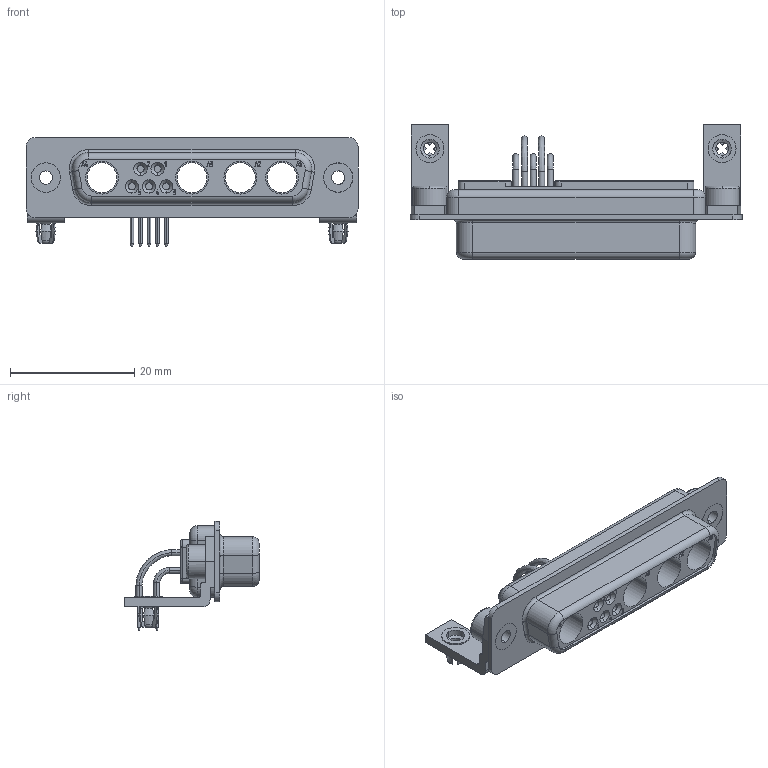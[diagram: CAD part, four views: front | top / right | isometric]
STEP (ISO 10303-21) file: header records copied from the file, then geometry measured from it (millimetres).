
FILE_DESCRIPTION(('Creo Elements/Direct Modeling STEP Export'),'2;1');
FILE_NAME('model.stp','2019-03-21T 7:26:13',(''),(''),'Creo Elements/Direct Modeling STEP processor for AP214 (Solid Model)','Creo Elements/Direct Modeling 20.1A 29-Sep-2018 (C) Parametric Technology GmbH','');
FILE_SCHEMA(('AUTOMOTIVE_DESIGN { 1 0 10303 214 1 1 1 1 }'));
Length unit declared in the file: millimetre
Products named in the file (2): VS-25-BU-DSUB-4P-5S-LH
Assembly tree (1 placements, depth 2):
  VS-25-BU-DSUB-4P-5S-LH
    VS-25-BU-DSUB-4P-5S-LH
Bounding box: 53.42 x 21.6 x 17.56 mm (x, y, z)
Volume: 4000.8 mm3; surface area: 4300.7 mm2
Topology: 1 solids, 1 shells, 1035 faces, 2853 edges, 1890 vertices
Faces by surface type: plane 586, cylinder 207, extrusion 129, cone 54, torus 49, bspline 10
Entity records: 44089 total; most frequent: CARTESIAN_POINT 10112, ORIENTED_EDGE 5706, DIRECTION 4647, EDGE_CURVE 2853, VECTOR 2137, LINE 2008, VERTEX_POINT 1890, AXIS2_PLACEMENT_3D 1255
